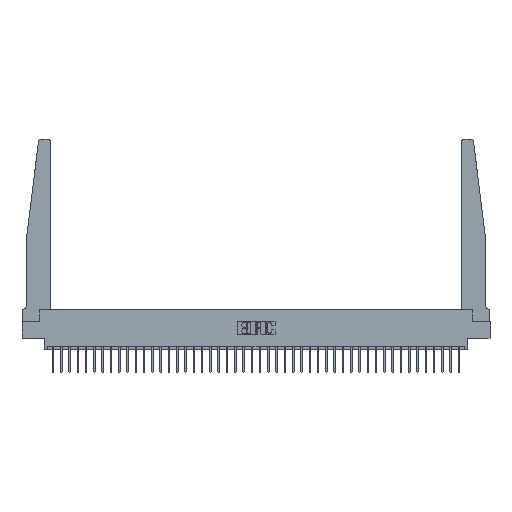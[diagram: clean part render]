
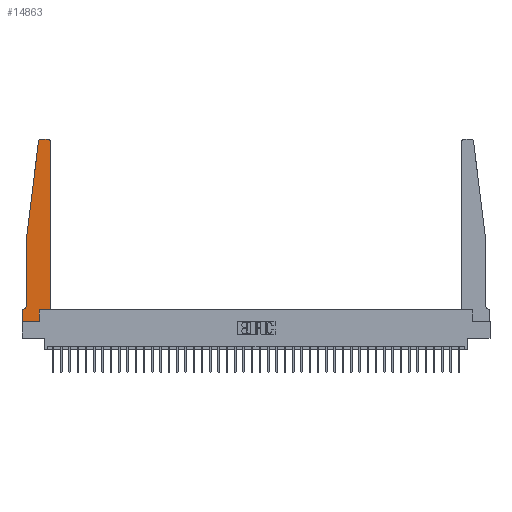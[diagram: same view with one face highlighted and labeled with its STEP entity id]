
A CAD part, top view. The second image highlights one B-rep face of the part: STEP entity #14863.
In plain terms, the highlighted planar face has unit normal (0, 0, 1).
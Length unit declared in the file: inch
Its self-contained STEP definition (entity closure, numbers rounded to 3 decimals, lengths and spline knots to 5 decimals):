
#440 = AXIS2_PLACEMENT_3D ( 'NONE', #3730, #23462, #6596 ) ;
#885 = EDGE_CURVE ( 'NONE', #25275, #12609, #33739, .T. ) ;
#904 = DIRECTION ( 'NONE',  ( -1., 0., 0. ) ) ;
#1234 = VECTOR ( 'NONE', #29587, 39.37008 ) ;
#1321 = CARTESIAN_POINT ( 'NONE',  ( 0.425, 0.18, 0.37 ) ) ;
#1812 = EDGE_CURVE ( 'NONE', #29718, #19964, #13862, .T. ) ;
#2151 = DIRECTION ( 'NONE',  ( -0.122, -0.992, 0. ) ) ;
#2399 = EDGE_LOOP ( 'NONE', ( #6369, #23113, #30626, #23997, #18262, #20069, #5953, #20939, #8589, #24471, #31943, #17851 ) ) ;
#2445 = VERTEX_POINT ( 'NONE', #34203 ) ;
#2913 = CARTESIAN_POINT ( 'NONE',  ( 0., 0., 0.37 ) ) ;
#3143 = DIRECTION ( 'NONE',  ( 1., 0., 0. ) ) ;
#3210 = AXIS2_PLACEMENT_3D ( 'NONE', #30098, #13219, #32903 ) ;
#3730 = CARTESIAN_POINT ( 'NONE',  ( 0.395, 2.72, 0.37 ) ) ;
#5787 = DIRECTION ( 'NONE',  ( 1., 0., 0. ) ) ;
#5864 = CARTESIAN_POINT ( 'NONE',  ( 0., 0.1875, 0.37 ) ) ;
#5953 = ORIENTED_EDGE ( 'NONE', *, *, #1812, .T. ) ;
#5981 = DIRECTION ( 'NONE',  ( 0., 0., 1. ) ) ;
#6369 = ORIENTED_EDGE ( 'NONE', *, *, #33620, .T. ) ;
#6596 = DIRECTION ( 'NONE',  ( 1., 0., 0. ) ) ;
#7349 = EDGE_CURVE ( 'NONE', #18313, #32240, #10729, .T. ) ;
#7811 = CARTESIAN_POINT ( 'NONE',  ( 0.395, 2.75, 0.37 ) ) ;
#8000 = VERTEX_POINT ( 'NONE', #16000 ) ;
#8589 = ORIENTED_EDGE ( 'NONE', *, *, #7349, .T. ) ;
#9312 = EDGE_CURVE ( 'NONE', #8000, #29718, #9689, .T. ) ;
#9689 = LINE ( 'NONE', #14161, #23815 ) ;
#9765 = CARTESIAN_POINT ( 'NONE',  ( 0., 0., 0.37 ) ) ;
#10729 = LINE ( 'NONE', #33367, #16498 ) ;
#10804 = LINE ( 'NONE', #2913, #24924 ) ;
#10940 = DIRECTION ( 'NONE',  ( 0., 1., 0. ) ) ;
#11088 = CARTESIAN_POINT ( 'NONE',  ( 0.2605, 0., 0.37 ) ) ;
#11806 = DIRECTION ( 'NONE',  ( -1., 0., 0. ) ) ;
#12067 = AXIS2_PLACEMENT_3D ( 'NONE', #34694, #17834, #904 ) ;
#12173 = EDGE_CURVE ( 'NONE', #20735, #25275, #21916, .T. ) ;
#12196 = FACE_OUTER_BOUND ( 'NONE', #2399, .T. ) ;
#12609 = VERTEX_POINT ( 'NONE', #20877 ) ;
#13219 = DIRECTION ( 'NONE',  ( 0., 0., 1. ) ) ;
#13862 = LINE ( 'NONE', #35056, #36298 ) ;
#14161 = CARTESIAN_POINT ( 'NONE',  ( 0.065, 0.1875, 0.37 ) ) ;
#14863 = ADVANCED_FACE ( 'NONE', ( #12196 ), #22845, .T. ) ;
#16000 = CARTESIAN_POINT ( 'NONE',  ( 0.015, 0.1875, 0.37 ) ) ;
#16229 = EDGE_CURVE ( 'NONE', #32240, #21694, #36332, .T. ) ;
#16246 = CARTESIAN_POINT ( 'NONE',  ( 0.065, 1.25, 0.37 ) ) ;
#16498 = VECTOR ( 'NONE', #10940, 39.37008 ) ;
#17291 = DIRECTION ( 'NONE',  ( 0., -1., 0. ) ) ;
#17652 = CARTESIAN_POINT ( 'NONE',  ( 0., 0.1875, 0.37 ) ) ;
#17834 = DIRECTION ( 'NONE',  ( 0., 0., -1. ) ) ;
#17851 = ORIENTED_EDGE ( 'NONE', *, *, #34433, .T. ) ;
#18084 = DIRECTION ( 'NONE',  ( 0., -1., 0. ) ) ;
#18262 = ORIENTED_EDGE ( 'NONE', *, *, #36309, .T. ) ;
#18313 = VERTEX_POINT ( 'NONE', #11088 ) ;
#19369 = CIRCLE ( 'NONE', #440, 0.03 ) ;
#19820 = DIRECTION ( 'NONE',  ( -1., 0., 0. ) ) ;
#19964 = VERTEX_POINT ( 'NONE', #9765 ) ;
#20069 = ORIENTED_EDGE ( 'NONE', *, *, #9312, .T. ) ;
#20194 = VERTEX_POINT ( 'NONE', #7811 ) ;
#20222 = CARTESIAN_POINT ( 'NONE',  ( 0.25, 2.75, 0.37 ) ) ;
#20735 = VERTEX_POINT ( 'NONE', #24156 ) ;
#20877 = CARTESIAN_POINT ( 'NONE',  ( 0.065, 0.2375, 0.37 ) ) ;
#20939 = ORIENTED_EDGE ( 'NONE', *, *, #28883, .T. ) ;
#21694 = VERTEX_POINT ( 'NONE', #33938 ) ;
#21916 = LINE ( 'NONE', #16246, #23647 ) ;
#22528 = LINE ( 'NONE', #20222, #30008 ) ;
#22845 = PLANE ( 'NONE',  #29532 ) ;
#22880 = CARTESIAN_POINT ( 'NONE',  ( 0.425, 0.18, 0.37 ) ) ;
#23113 = ORIENTED_EDGE ( 'NONE', *, *, #29982, .T. ) ;
#23462 = DIRECTION ( 'NONE',  ( 0., 0., 1. ) ) ;
#23647 = VECTOR ( 'NONE', #2151, 39.37008 ) ;
#23771 = LINE ( 'NONE', #1321, #1234 ) ;
#23815 = VECTOR ( 'NONE', #19820, 39.37008 ) ;
#23997 = ORIENTED_EDGE ( 'NONE', *, *, #885, .T. ) ;
#24156 = CARTESIAN_POINT ( 'NONE',  ( 0.24675, 2.72367, 0.37 ) ) ;
#24471 = ORIENTED_EDGE ( 'NONE', *, *, #16229, .T. ) ;
#24924 = VECTOR ( 'NONE', #5787, 39.37008 ) ;
#25087 = CARTESIAN_POINT ( 'NONE',  ( 0.065, 1.25, 0.37 ) ) ;
#25275 = VERTEX_POINT ( 'NONE', #25087 ) ;
#25687 = CARTESIAN_POINT ( 'NONE',  ( 0.065, 1.25, 0.37 ) ) ;
#25700 = DIRECTION ( 'NONE',  ( 1., 0., 0. ) ) ;
#26261 = VECTOR ( 'NONE', #17291, 39.37008 ) ;
#26342 = EDGE_CURVE ( 'NONE', #21694, #31551, #23771, .T. ) ;
#28861 = VECTOR ( 'NONE', #3143, 39.37008 ) ;
#28883 = EDGE_CURVE ( 'NONE', #19964, #18313, #10804, .T. ) ;
#29532 = AXIS2_PLACEMENT_3D ( 'NONE', #5864, #5981, #25700 ) ;
#29587 = DIRECTION ( 'NONE',  ( 0., 1., 0. ) ) ;
#29718 = VERTEX_POINT ( 'NONE', #17652 ) ;
#29982 = EDGE_CURVE ( 'NONE', #2445, #20735, #34511, .T. ) ;
#30008 = VECTOR ( 'NONE', #11806, 39.37008 ) ;
#30098 = CARTESIAN_POINT ( 'NONE',  ( 0.27653, 2.72, 0.37 ) ) ;
#30626 = ORIENTED_EDGE ( 'NONE', *, *, #12173, .T. ) ;
#31224 = CARTESIAN_POINT ( 'NONE',  ( 0.425, 2.72, 0.37 ) ) ;
#31551 = VERTEX_POINT ( 'NONE', #31224 ) ;
#31717 = CARTESIAN_POINT ( 'NONE',  ( 0.2605, 0.18, 0.37 ) ) ;
#31943 = ORIENTED_EDGE ( 'NONE', *, *, #26342, .T. ) ;
#32240 = VERTEX_POINT ( 'NONE', #31717 ) ;
#32903 = DIRECTION ( 'NONE',  ( 1., 0., 0. ) ) ;
#33316 = CIRCLE ( 'NONE', #12067, 0.05 ) ;
#33367 = CARTESIAN_POINT ( 'NONE',  ( 0.2605, 0.18, 0.37 ) ) ;
#33620 = EDGE_CURVE ( 'NONE', #20194, #2445, #22528, .T. ) ;
#33739 = LINE ( 'NONE', #25687, #26261 ) ;
#33938 = CARTESIAN_POINT ( 'NONE',  ( 0.425, 0.18, 0.37 ) ) ;
#34203 = CARTESIAN_POINT ( 'NONE',  ( 0.27653, 2.75, 0.37 ) ) ;
#34433 = EDGE_CURVE ( 'NONE', #31551, #20194, #19369, .T. ) ;
#34511 = CIRCLE ( 'NONE', #3210, 0.03 ) ;
#34694 = CARTESIAN_POINT ( 'NONE',  ( 0.015, 0.2375, 0.37 ) ) ;
#35056 = CARTESIAN_POINT ( 'NONE',  ( 0., 0., 0.37 ) ) ;
#36298 = VECTOR ( 'NONE', #18084, 39.37008 ) ;
#36309 = EDGE_CURVE ( 'NONE', #12609, #8000, #33316, .T. ) ;
#36332 = LINE ( 'NONE', #22880, #28861 ) ;
